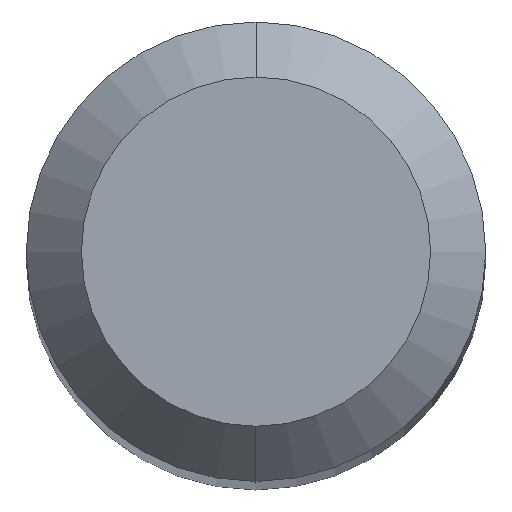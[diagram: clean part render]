
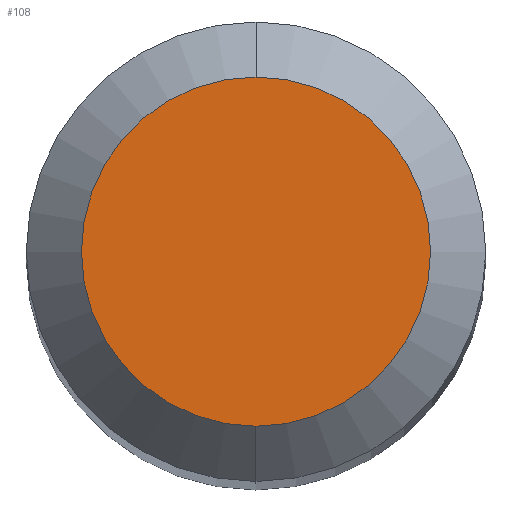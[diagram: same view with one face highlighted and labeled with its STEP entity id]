
A CAD part, top view. The second image highlights one B-rep face of the part: STEP entity #108.
In plain terms, the highlighted planar face has unit normal (0, 0, 1).
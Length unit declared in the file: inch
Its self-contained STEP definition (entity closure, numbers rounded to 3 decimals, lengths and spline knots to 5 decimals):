
#38 = PLANE ( 'NONE',  #433 ) ;
#90 = EDGE_LOOP ( 'NONE', ( #491, #167 ) ) ;
#91 = DIRECTION ( 'NONE',  ( 0., -1., 0. ) ) ;
#108 = ADVANCED_FACE ( 'NONE', ( #535 ), #38, .F. ) ;
#110 = CIRCLE ( 'NONE', #180, 0.0475 ) ;
#113 = CARTESIAN_POINT ( 'NONE',  ( 0., -0.0475, 0. ) ) ;
#164 = EDGE_CURVE ( 'NONE', #536, #562, #110, .T. ) ;
#167 = ORIENTED_EDGE ( 'NONE', *, *, #164, .T. ) ;
#177 = DIRECTION ( 'NONE',  ( 0., 0., 1. ) ) ;
#180 = AXIS2_PLACEMENT_3D ( 'NONE', #436, #177, #91 ) ;
#192 = CARTESIAN_POINT ( 'NONE',  ( 0., 0., 0. ) ) ;
#245 = DIRECTION ( 'NONE',  ( 0., -1., 0. ) ) ;
#281 = DIRECTION ( 'NONE',  ( 0., 0., 1. ) ) ;
#304 = CARTESIAN_POINT ( 'NONE',  ( 0., 0.0475, 0. ) ) ;
#305 = DIRECTION ( 'NONE',  ( 0., 0., -1. ) ) ;
#392 = DIRECTION ( 'NONE',  ( 0., 1., 0. ) ) ;
#410 = EDGE_CURVE ( 'NONE', #562, #536, #478, .T. ) ;
#433 = AXIS2_PLACEMENT_3D ( 'NONE', #485, #305, #392 ) ;
#436 = CARTESIAN_POINT ( 'NONE',  ( 0., 0., 0. ) ) ;
#467 = AXIS2_PLACEMENT_3D ( 'NONE', #192, #281, #245 ) ;
#478 = CIRCLE ( 'NONE', #467, 0.0475 ) ;
#485 = CARTESIAN_POINT ( 'NONE',  ( 0., 0.0475, 0. ) ) ;
#491 = ORIENTED_EDGE ( 'NONE', *, *, #410, .T. ) ;
#535 = FACE_OUTER_BOUND ( 'NONE', #90, .T. ) ;
#536 = VERTEX_POINT ( 'NONE', #113 ) ;
#562 = VERTEX_POINT ( 'NONE', #304 ) ;
